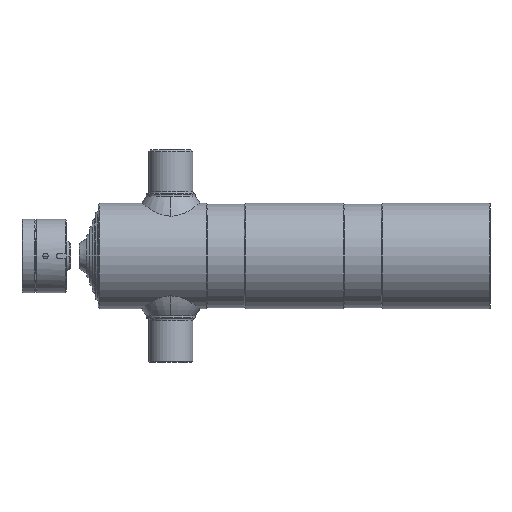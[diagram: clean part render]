
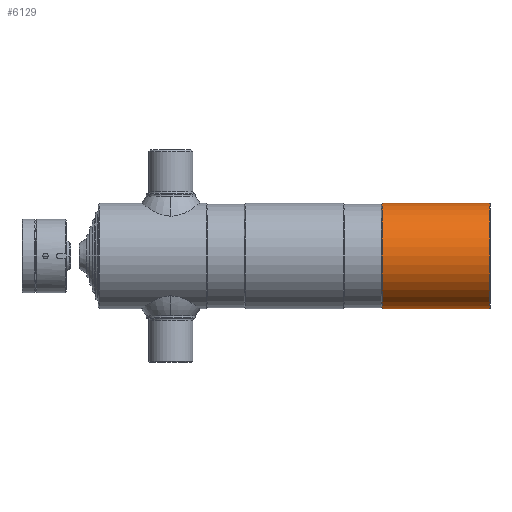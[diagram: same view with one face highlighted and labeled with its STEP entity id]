
A CAD part, left-side view. The second image highlights one B-rep face of the part: STEP entity #6129.
In plain terms, the highlighted cylindrical face has radius 54 mm (diameter 108 mm), a partial arc.
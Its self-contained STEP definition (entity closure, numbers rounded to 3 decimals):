
#75 = AXIS2_PLACEMENT_3D ( 'NONE', #2027, #8245, #1198 ) ;
#369 = CARTESIAN_POINT ( 'NONE',  ( 0., 117.089, 54. ) ) ;
#533 = ORIENTED_EDGE ( 'NONE', *, *, #985, .T. ) ;
#901 = CYLINDRICAL_SURFACE ( 'NONE', #6811, 54. ) ;
#949 = CIRCLE ( 'NONE', #3413, 54. ) ;
#964 = VERTEX_POINT ( 'NONE', #6960 ) ;
#985 = EDGE_CURVE ( 'NONE', #6107, #8465, #8765, .T. ) ;
#1198 = DIRECTION ( 'NONE',  ( 0., 0., 1. ) ) ;
#1579 = VECTOR ( 'NONE', #4067, 1000. ) ;
#2027 = CARTESIAN_POINT ( 'NONE',  ( 0., 117.089, 0. ) ) ;
#2337 = CARTESIAN_POINT ( 'NONE',  ( 0., -10.371, 54. ) ) ;
#2466 = EDGE_LOOP ( 'NONE', ( #4631, #533, #2694, #5260 ) ) ;
#2694 = ORIENTED_EDGE ( 'NONE', *, *, #9712, .T. ) ;
#3198 = DIRECTION ( 'NONE',  ( 0., 0., -1. ) ) ;
#3252 = CARTESIAN_POINT ( 'NONE',  ( 0., 7.589, 0. ) ) ;
#3413 = AXIS2_PLACEMENT_3D ( 'NONE', #3252, #8504, #3198 ) ;
#3865 = CARTESIAN_POINT ( 'NONE',  ( 0., 117.089, -54. ) ) ;
#4067 = DIRECTION ( 'NONE',  ( 0., -1., 0. ) ) ;
#4513 = CIRCLE ( 'NONE', #75, 54. ) ;
#4620 = DIRECTION ( 'NONE',  ( 0., -1., 0. ) ) ;
#4631 = ORIENTED_EDGE ( 'NONE', *, *, #7031, .T. ) ;
#4791 = LINE ( 'NONE', #2337, #1579 ) ;
#5260 = ORIENTED_EDGE ( 'NONE', *, *, #6031, .F. ) ;
#5573 = CARTESIAN_POINT ( 'NONE',  ( 0., -10.371, 0. ) ) ;
#5916 = VECTOR ( 'NONE', #7021, 1000. ) ;
#6031 = EDGE_CURVE ( 'NONE', #9838, #964, #4791, .T. ) ;
#6107 = VERTEX_POINT ( 'NONE', #3865 ) ;
#6129 = ADVANCED_FACE ( 'NONE', ( #8621 ), #901, .T. ) ;
#6811 = AXIS2_PLACEMENT_3D ( 'NONE', #5573, #4620, #10175 ) ;
#6960 = CARTESIAN_POINT ( 'NONE',  ( 0., 7.589, 54. ) ) ;
#7021 = DIRECTION ( 'NONE',  ( 0., -1., 0. ) ) ;
#7027 = CARTESIAN_POINT ( 'NONE',  ( 0., 7.589, -54. ) ) ;
#7031 = EDGE_CURVE ( 'NONE', #9838, #6107, #4513, .T. ) ;
#7791 = CARTESIAN_POINT ( 'NONE',  ( 0., -10.371, -54. ) ) ;
#8245 = DIRECTION ( 'NONE',  ( 0., -1., 0. ) ) ;
#8465 = VERTEX_POINT ( 'NONE', #7027 ) ;
#8504 = DIRECTION ( 'NONE',  ( 0., 1., 0. ) ) ;
#8621 = FACE_OUTER_BOUND ( 'NONE', #2466, .T. ) ;
#8765 = LINE ( 'NONE', #7791, #5916 ) ;
#9712 = EDGE_CURVE ( 'NONE', #8465, #964, #949, .T. ) ;
#9838 = VERTEX_POINT ( 'NONE', #369 ) ;
#10175 = DIRECTION ( 'NONE',  ( 0., 0., 1. ) ) ;
